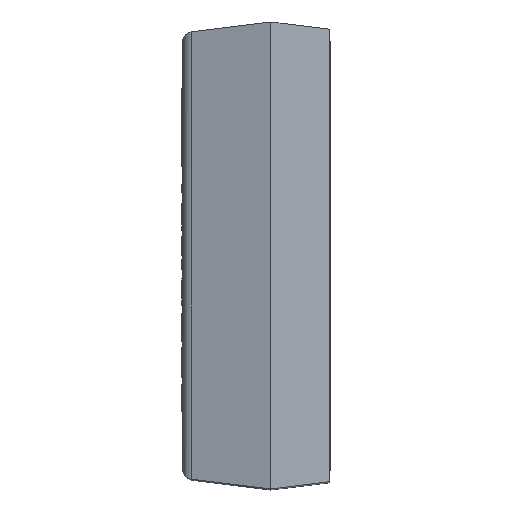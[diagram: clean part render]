
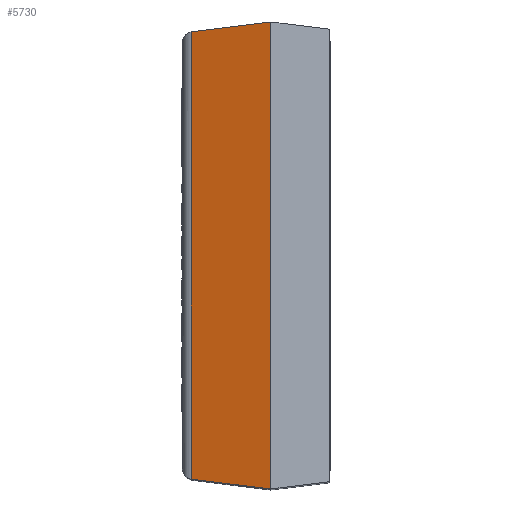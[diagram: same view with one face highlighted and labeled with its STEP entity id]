
A CAD part, top view. The second image highlights one B-rep face of the part: STEP entity #5730.
In plain terms, the highlighted planar face has unit normal (-0.259, 0, 0.966).
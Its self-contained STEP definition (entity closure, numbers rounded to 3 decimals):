
#23=ELLIPSE('',#6310,0.414,0.4);
#25=ELLIPSE('',#6313,0.414,0.4);
#239=PLANE('',#6314);
#548=FACE_OUTER_BOUND('',#871,.T.);
#871=EDGE_LOOP('',(#5174,#5175,#5176,#5177,#5178,#5179));
#1413=LINE('',#9625,#1976);
#1419=LINE('',#9649,#1982);
#1420=LINE('',#9651,#1983);
#1421=LINE('',#9652,#1984);
#1976=VECTOR('',#7924,1.);
#1982=VECTOR('',#7948,1.);
#1983=VECTOR('',#7949,1.);
#1984=VECTOR('',#7950,1.);
#2785=VERTEX_POINT('',#9623);
#2786=VERTEX_POINT('',#9624);
#2789=VERTEX_POINT('',#9632);
#2794=VERTEX_POINT('',#9644);
#2795=VERTEX_POINT('',#9648);
#2796=VERTEX_POINT('',#9650);
#3583=EDGE_CURVE('',#2785,#2786,#1413,.T.);
#3590=EDGE_CURVE('',#2786,#2789,#23,.T.);
#3594=EDGE_CURVE('',#2794,#2785,#25,.T.);
#3595=EDGE_CURVE('',#2794,#2795,#1419,.F.);
#3596=EDGE_CURVE('',#2795,#2796,#1420,.T.);
#3597=EDGE_CURVE('',#2796,#2789,#1421,.F.);
#5174=ORIENTED_EDGE('',*,*,#3590,.F.);
#5175=ORIENTED_EDGE('',*,*,#3583,.F.);
#5176=ORIENTED_EDGE('',*,*,#3594,.F.);
#5177=ORIENTED_EDGE('',*,*,#3595,.T.);
#5178=ORIENTED_EDGE('',*,*,#3596,.T.);
#5179=ORIENTED_EDGE('',*,*,#3597,.T.);
#5730=ADVANCED_FACE('',(#548),#239,.F.);
#6310=AXIS2_PLACEMENT_3D('',#9638,#7936,#7937);
#6313=AXIS2_PLACEMENT_3D('',#9646,#7944,#7945);
#6314=AXIS2_PLACEMENT_3D('',#9647,#7946,#7947);
#7924=DIRECTION('',(0.,1.,0.));
#7936=DIRECTION('center_axis',(0.259,0.,
-0.966));
#7937=DIRECTION('ref_axis',(-0.966,0.,-0.259));
#7944=DIRECTION('center_axis',(0.259,0.,
-0.966));
#7945=DIRECTION('ref_axis',(-0.966,0.,-0.259));
#7946=DIRECTION('center_axis',(0.259,0.,
-0.966));
#7947=DIRECTION('ref_axis',(-0.966,0.,-0.259));
#7948=DIRECTION('',(-0.959,0.118,-0.257));
#7949=DIRECTION('',(0.,1.,0.));
#7950=DIRECTION('',(0.959,0.118,0.257));
#9623=CARTESIAN_POINT('',(-1.994,-7.564,24.546));
#9624=CARTESIAN_POINT('',(-1.994,7.564,24.546));
#9625=CARTESIAN_POINT('',(-1.994,0.,24.546));
#9632=CARTESIAN_POINT('',(-1.939,7.575,24.56));
#9638=CARTESIAN_POINT('Origin',(-1.89,7.178,24.573));
#9644=CARTESIAN_POINT('',(-1.939,-7.575,24.56));
#9646=CARTESIAN_POINT('Origin',(-1.89,-7.178,24.573));
#9647=CARTESIAN_POINT('Origin',(0.217,0.,25.138));
#9648=CARTESIAN_POINT('',(0.71,-7.9,25.27));
#9649=CARTESIAN_POINT('',(-2.58,-7.496,24.388));
#9650=CARTESIAN_POINT('',(0.71,7.9,25.27));
#9651=CARTESIAN_POINT('',(0.71,-3.95,25.27));
#9652=CARTESIAN_POINT('',(0.021,7.815,25.085));
